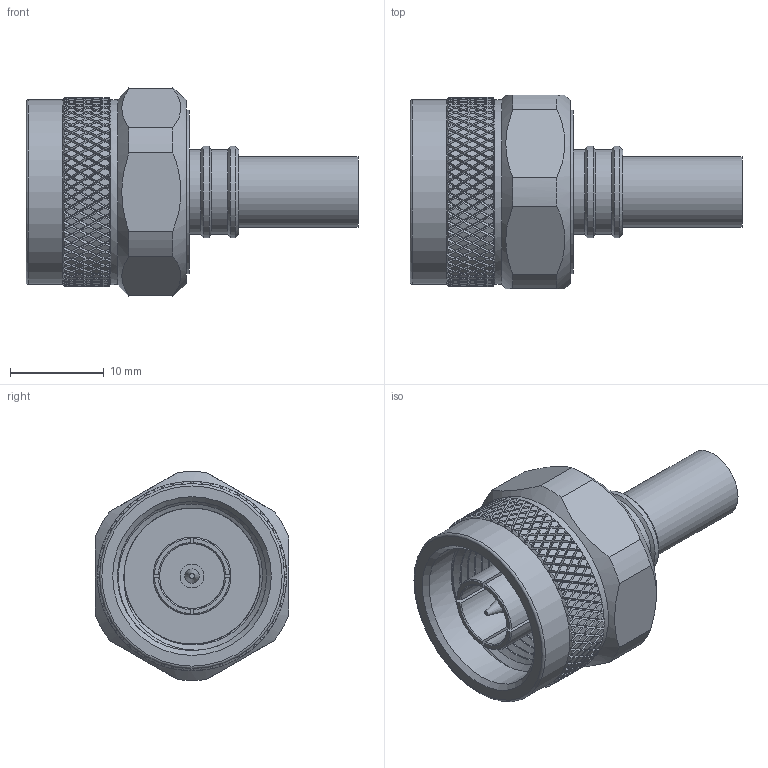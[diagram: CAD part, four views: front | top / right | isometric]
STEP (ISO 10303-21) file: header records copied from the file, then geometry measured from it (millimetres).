
FILE_DESCRIPTION (( 'STEP AP203' ), '1' );
FILE_NAME ('TC-240-NMH-X_3D.step', '2022-02-10T00:21:45', ( '' ), ( '' ), 'SwSTEP 2.0', 'SolidWorks 2021', '' );
FILE_SCHEMA (( 'CONFIG_CONTROL_DESIGN' ));
Length unit declared in the file: inch
Products named in the file (1): TC-240-NMH-X_3D
Bounding box: 35.34 x 20.62 x 22.23 mm (x, y, z)
Volume: 4598 mm3; surface area: 4080.7 mm2
Topology: 2 solids, 2 shells, 2189 faces, 4716 edges, 2540 vertices
Faces by surface type: bspline 1683, cylinder 449, plane 36, cone 20, torus 1
Full cylindrical faces by diameter (mm): 1.524 x1, 2.54 x1, 4.04 x1, 5.37 x1, 5.6 x1, 6.5 x1, 6.909 x1, 7.5 x1, 8.255 x1, 9.022 x2, 9.722 x2, 15.875 x6, 17.418 x1, 19.69 x2
Entity records: 74669 total; most frequent: CARTESIAN_POINT 46218, ORIENTED_EDGE 9320, EDGE_CURVE 4660, VERTEX_POINT 2519, EDGE_LOOP 2223, FACE_OUTER_BOUND 2201, ADVANCED_FACE 2183, B_SPLINE_CURVE_WITH_KNOTS 2074
